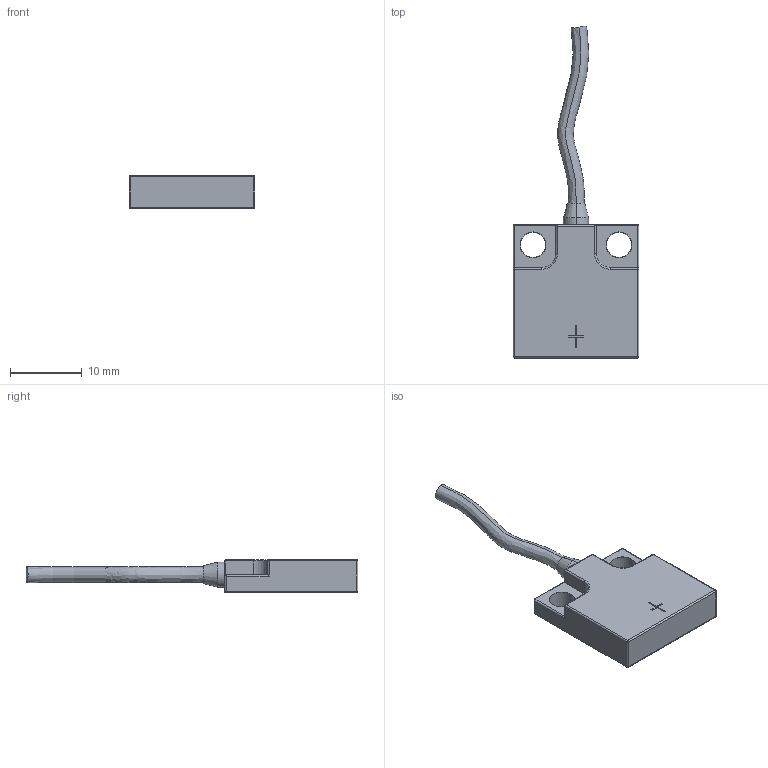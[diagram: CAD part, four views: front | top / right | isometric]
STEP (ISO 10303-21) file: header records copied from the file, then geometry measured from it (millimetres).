
FILE_DESCRIPTION (( 'STEP AP203' ), '1' );
FILE_NAME ('MR-C9-E.STEP', '2018-08-10T01:59:33', ( 'XiaZaiMa.COM' ), ( 'Win10NeT.COM' ), 'SwSTEP 2.0', 'SolidWorks 2016', '' );
FILE_SCHEMA (( 'CONFIG_CONTROL_DESIGN' ));
Length unit declared in the file: millimetre
Products named in the file (1): MR-C9-E
Bounding box: 17.6 x 46.37 x 4.6 mm (x, y, z)
Volume: 1427.8 mm3; surface area: 1185.8 mm2
Topology: 1 solids, 1 shells, 88 faces, 205 edges, 110 vertices
Faces by surface type: cylinder 35, plane 27, torus 10, bspline 8, sphere 6, cone 2
Entity records: 2824 total; most frequent: CARTESIAN_POINT 852, DIRECTION 409, ORIENTED_EDGE 386, EDGE_CURVE 193, AXIS2_PLACEMENT_3D 153, VERTEX_POINT 110, VECTOR 103, LINE 103
